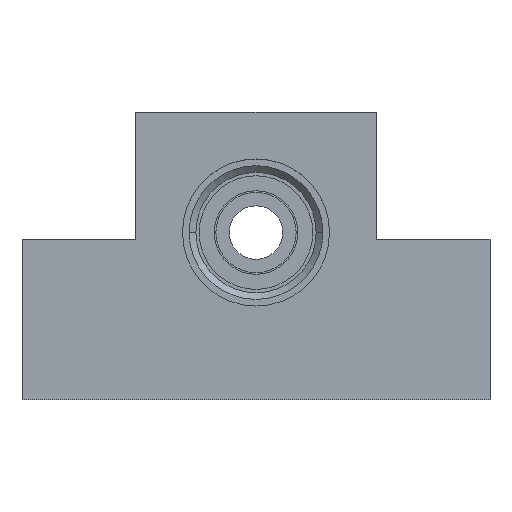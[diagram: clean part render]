
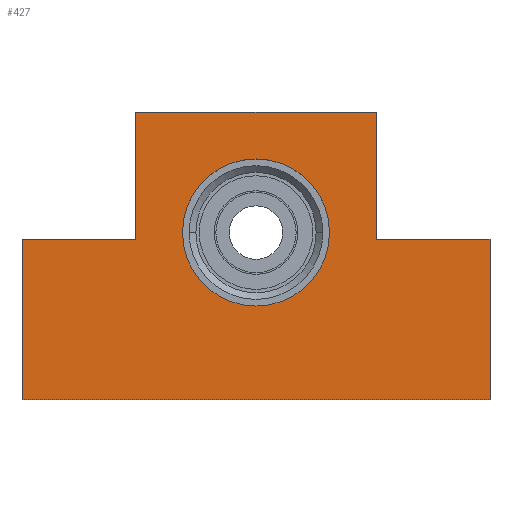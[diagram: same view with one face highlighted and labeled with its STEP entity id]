
A CAD part, top view. The second image highlights one B-rep face of the part: STEP entity #427.
In plain terms, the highlighted planar face has unit normal (0, 0, 1).
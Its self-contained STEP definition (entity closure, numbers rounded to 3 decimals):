
#29 = VERTEX_POINT ( 'NONE', #343 ) ;
#50 = ORIENTED_EDGE ( 'NONE', *, *, #367, .T. ) ;
#57 = EDGE_CURVE ( 'NONE', #1215, #920, #870, .T. ) ;
#60 = LINE ( 'NONE', #776, #1049 ) ;
#73 = AXIS2_PLACEMENT_3D ( 'NONE', #751, #1193, #1178 ) ;
#79 = VERTEX_POINT ( 'NONE', #1296 ) ;
#112 = VECTOR ( 'NONE', #672, 1000. ) ;
#121 = EDGE_LOOP ( 'NONE', ( #186, #551 ) ) ;
#142 = FACE_BOUND ( 'NONE', #121, .T. ) ;
#168 = CARTESIAN_POINT ( 'NONE',  ( 18., 43., 10. ) ) ;
#178 = CARTESIAN_POINT ( 'NONE',  ( -18., 24., 10. ) ) ;
#183 = CARTESIAN_POINT ( 'NONE',  ( 35., 24., 10. ) ) ;
#186 = ORIENTED_EDGE ( 'NONE', *, *, #629, .F. ) ;
#203 = ORIENTED_EDGE ( 'NONE', *, *, #572, .T. ) ;
#225 = ORIENTED_EDGE ( 'NONE', *, *, #1261, .T. ) ;
#250 = PLANE ( 'NONE',  #390 ) ;
#258 = DIRECTION ( 'NONE',  ( 0., -1., 0. ) ) ;
#295 = VERTEX_POINT ( 'NONE', #709 ) ;
#307 = ORIENTED_EDGE ( 'NONE', *, *, #57, .T. ) ;
#317 = VERTEX_POINT ( 'NONE', #1336 ) ;
#342 = CARTESIAN_POINT ( 'NONE',  ( 0., 0., 10. ) ) ;
#343 = CARTESIAN_POINT ( 'NONE',  ( 18., 24., 10. ) ) ;
#357 = LINE ( 'NONE', #1073, #581 ) ;
#367 = EDGE_CURVE ( 'NONE', #79, #916, #838, .T. ) ;
#390 = AXIS2_PLACEMENT_3D ( 'NONE', #342, #860, #1281 ) ;
#427 = ADVANCED_FACE ( 'NONE', ( #142, #561 ), #250, .T. ) ;
#445 = AXIS2_PLACEMENT_3D ( 'NONE', #603, #718, #1133 ) ;
#449 = DIRECTION ( 'NONE',  ( -1., 0., 0. ) ) ;
#494 = DIRECTION ( 'NONE',  ( -1., 0., 0. ) ) ;
#511 = EDGE_CURVE ( 'NONE', #916, #29, #60, .T. ) ;
#551 = ORIENTED_EDGE ( 'NONE', *, *, #1273, .F. ) ;
#561 = FACE_OUTER_BOUND ( 'NONE', #987, .T. ) ;
#572 = EDGE_CURVE ( 'NONE', #735, #79, #1189, .T. ) ;
#581 = VECTOR ( 'NONE', #449, 1000. ) ;
#602 = VECTOR ( 'NONE', #1159, 1000. ) ;
#603 = CARTESIAN_POINT ( 'NONE',  ( 0., 25., 10. ) ) ;
#629 = EDGE_CURVE ( 'NONE', #295, #317, #1027, .T. ) ;
#639 = VERTEX_POINT ( 'NONE', #831 ) ;
#640 = ORIENTED_EDGE ( 'NONE', *, *, #1222, .T. ) ;
#672 = DIRECTION ( 'NONE',  ( -1., 0., 0. ) ) ;
#709 = CARTESIAN_POINT ( 'NONE',  ( 11., 25., 10. ) ) ;
#713 = VECTOR ( 'NONE', #258, 1000. ) ;
#718 = DIRECTION ( 'NONE',  ( 0., 0., 1. ) ) ;
#724 = CARTESIAN_POINT ( 'NONE',  ( -18., 43., 10. ) ) ;
#735 = VERTEX_POINT ( 'NONE', #931 ) ;
#743 = CARTESIAN_POINT ( 'NONE',  ( -35., 0., 10. ) ) ;
#751 = CARTESIAN_POINT ( 'NONE',  ( 0., 25., 10. ) ) ;
#776 = CARTESIAN_POINT ( 'NONE',  ( 18., 24., 10. ) ) ;
#784 = ORIENTED_EDGE ( 'NONE', *, *, #1337, .T. ) ;
#789 = CARTESIAN_POINT ( 'NONE',  ( -35., 0., 10. ) ) ;
#831 = CARTESIAN_POINT ( 'NONE',  ( -35., 24., 10. ) ) ;
#838 = LINE ( 'NONE', #1075, #1297 ) ;
#860 = DIRECTION ( 'NONE',  ( 0., 0., 1. ) ) ;
#862 = ORIENTED_EDGE ( 'NONE', *, *, #1054, .T. ) ;
#864 = CARTESIAN_POINT ( 'NONE',  ( 18., 43., 10. ) ) ;
#870 = LINE ( 'NONE', #1181, #713 ) ;
#904 = DIRECTION ( 'NONE',  ( 1., 0., 0. ) ) ;
#916 = VERTEX_POINT ( 'NONE', #183 ) ;
#920 = VERTEX_POINT ( 'NONE', #178 ) ;
#931 = CARTESIAN_POINT ( 'NONE',  ( -35., 0., 10. ) ) ;
#943 = DIRECTION ( 'NONE',  ( 0., 1., 0. ) ) ;
#962 = VECTOR ( 'NONE', #904, 1000. ) ;
#987 = EDGE_LOOP ( 'NONE', ( #862, #203, #50, #1307, #640, #225, #307, #784 ) ) ;
#1027 = CIRCLE ( 'NONE', #445, 11. ) ;
#1038 = DIRECTION ( 'NONE',  ( 0., 1., 0. ) ) ;
#1044 = LINE ( 'NONE', #743, #602 ) ;
#1049 = VECTOR ( 'NONE', #494, 1000. ) ;
#1054 = EDGE_CURVE ( 'NONE', #639, #735, #1044, .T. ) ;
#1073 = CARTESIAN_POINT ( 'NONE',  ( -18., 24., 10. ) ) ;
#1075 = CARTESIAN_POINT ( 'NONE',  ( 35., 0., 10. ) ) ;
#1133 = DIRECTION ( 'NONE',  ( 1., 0., 0. ) ) ;
#1144 = CARTESIAN_POINT ( 'NONE',  ( 18., 24., 10. ) ) ;
#1159 = DIRECTION ( 'NONE',  ( 0., -1., 0. ) ) ;
#1164 = CIRCLE ( 'NONE', #73, 11. ) ;
#1178 = DIRECTION ( 'NONE',  ( 1., 0., 0. ) ) ;
#1181 = CARTESIAN_POINT ( 'NONE',  ( -18., 24., 10. ) ) ;
#1189 = LINE ( 'NONE', #789, #962 ) ;
#1193 = DIRECTION ( 'NONE',  ( 0., 0., 1. ) ) ;
#1215 = VERTEX_POINT ( 'NONE', #724 ) ;
#1222 = EDGE_CURVE ( 'NONE', #29, #1320, #1262, .T. ) ;
#1231 = VECTOR ( 'NONE', #1038, 1000. ) ;
#1261 = EDGE_CURVE ( 'NONE', #1320, #1215, #1306, .T. ) ;
#1262 = LINE ( 'NONE', #1144, #1231 ) ;
#1273 = EDGE_CURVE ( 'NONE', #317, #295, #1164, .T. ) ;
#1281 = DIRECTION ( 'NONE',  ( 1., 0., 0. ) ) ;
#1296 = CARTESIAN_POINT ( 'NONE',  ( 35., 0., 10. ) ) ;
#1297 = VECTOR ( 'NONE', #943, 1000. ) ;
#1306 = LINE ( 'NONE', #864, #112 ) ;
#1307 = ORIENTED_EDGE ( 'NONE', *, *, #511, .T. ) ;
#1320 = VERTEX_POINT ( 'NONE', #168 ) ;
#1336 = CARTESIAN_POINT ( 'NONE',  ( -11., 25., 10. ) ) ;
#1337 = EDGE_CURVE ( 'NONE', #920, #639, #357, .T. ) ;
